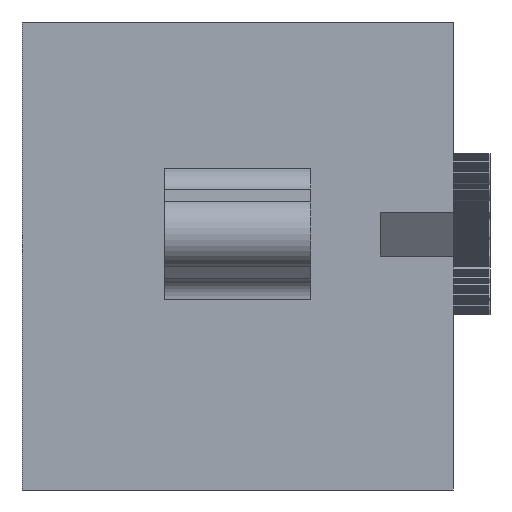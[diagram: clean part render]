
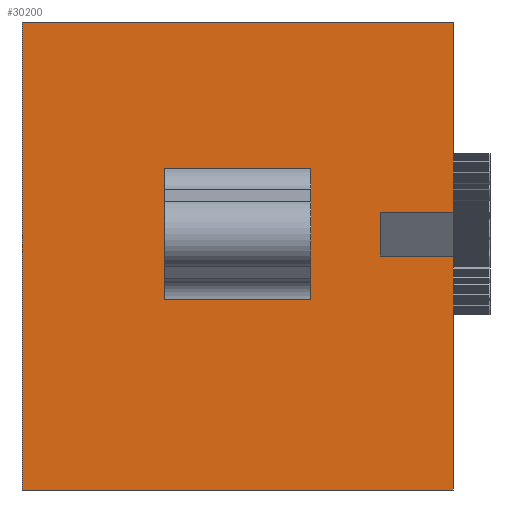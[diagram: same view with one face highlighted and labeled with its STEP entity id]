
A CAD part, front view. The second image highlights one B-rep face of the part: STEP entity #30200.
In plain terms, the highlighted planar face has unit normal (0, -1, 0).
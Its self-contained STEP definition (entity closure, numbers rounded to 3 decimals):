
#134 = DIRECTION ( 'NONE',  ( 0., 0., -1. ) ) ;
#176 = VERTEX_POINT ( 'NONE', #22642 ) ;
#351 = ORIENTED_EDGE ( 'NONE', *, *, #18945, .F. ) ;
#1343 = EDGE_LOOP ( 'NONE', ( #39343, #24056, #11202, #14664, #47429, #48663, #16532, #34651, #32837, #5192 ) ) ;
#1345 = CARTESIAN_POINT ( 'NONE',  ( 29.5, -28.3, 3. ) ) ;
#1532 = CARTESIAN_POINT ( 'NONE',  ( 10., -28.3, 43.93 ) ) ;
#1933 = EDGE_CURVE ( 'NONE', #38607, #39079, #19679, .T. ) ;
#2713 = CARTESIAN_POINT ( 'NONE',  ( 29.5, -28.3, 3. ) ) ;
#3661 = EDGE_CURVE ( 'NONE', #19079, #48342, #42236, .T. ) ;
#3924 = CARTESIAN_POINT ( 'NONE',  ( -10., -28.3, 43.93 ) ) ;
#4538 = DIRECTION ( 'NONE',  ( 1., 0., 0. ) ) ;
#5013 = CARTESIAN_POINT ( 'NONE',  ( 29.5, -28.3, 64. ) ) ;
#5074 = LINE ( 'NONE', #1345, #31197 ) ;
#5161 = CARTESIAN_POINT ( 'NONE',  ( 19.5, -28.3, 38. ) ) ;
#5192 = ORIENTED_EDGE ( 'NONE', *, *, #21493, .T. ) ;
#7198 = DIRECTION ( 'NONE',  ( 0., 0., -1. ) ) ;
#8537 = LINE ( 'NONE', #13281, #25282 ) ;
#8980 = FACE_OUTER_BOUND ( 'NONE', #1343, .T. ) ;
#9663 = DIRECTION ( 'NONE',  ( 0., 0., -1. ) ) ;
#9771 = PLANE ( 'NONE',  #49739 ) ;
#10057 = LINE ( 'NONE', #22250, #42525 ) ;
#11202 = ORIENTED_EDGE ( 'NONE', *, *, #3661, .F. ) ;
#11320 = LINE ( 'NONE', #27492, #21838 ) ;
#11820 = EDGE_CURVE ( 'NONE', #30083, #19079, #48901, .T. ) ;
#11824 = EDGE_CURVE ( 'NONE', #44740, #28256, #36968, .T. ) ;
#12584 = CARTESIAN_POINT ( 'NONE',  ( 29.5, -28.3, 3. ) ) ;
#12779 = DIRECTION ( 'NONE',  ( 0., 0., -1. ) ) ;
#12782 = VECTOR ( 'NONE', #19589, 1000. ) ;
#13221 = DIRECTION ( 'NONE',  ( 0., 0., 1. ) ) ;
#13281 = CARTESIAN_POINT ( 'NONE',  ( -10., -28.3, 26.07 ) ) ;
#13349 = CARTESIAN_POINT ( 'NONE',  ( 19.5, -28.3, 32. ) ) ;
#14333 = CARTESIAN_POINT ( 'NONE',  ( 19.5, -28.3, 32. ) ) ;
#14362 = VECTOR ( 'NONE', #16571, 1000. ) ;
#14664 = ORIENTED_EDGE ( 'NONE', *, *, #11820, .F. ) ;
#14776 = VECTOR ( 'NONE', #134, 1000. ) ;
#14958 = VERTEX_POINT ( 'NONE', #46107 ) ;
#15985 = VECTOR ( 'NONE', #37999, 1000. ) ;
#16220 = CARTESIAN_POINT ( 'NONE',  ( -29.5, -28.3, 3. ) ) ;
#16495 = CARTESIAN_POINT ( 'NONE',  ( -29.5, -28.3, 0. ) ) ;
#16532 = ORIENTED_EDGE ( 'NONE', *, *, #17932, .T. ) ;
#16571 = DIRECTION ( 'NONE',  ( 0., 0., -1. ) ) ;
#16718 = VERTEX_POINT ( 'NONE', #40596 ) ;
#17932 = EDGE_CURVE ( 'NONE', #39079, #46746, #46019, .T. ) ;
#18012 = CARTESIAN_POINT ( 'NONE',  ( -29.5, -28.3, 64. ) ) ;
#18772 = EDGE_CURVE ( 'NONE', #48342, #24801, #11320, .T. ) ;
#18945 = EDGE_CURVE ( 'NONE', #176, #16718, #36104, .T. ) ;
#19079 = VERTEX_POINT ( 'NONE', #41658 ) ;
#19589 = DIRECTION ( 'NONE',  ( 1., 0., 0. ) ) ;
#19679 = LINE ( 'NONE', #16220, #41274 ) ;
#19840 = LINE ( 'NONE', #3924, #12782 ) ;
#20460 = VERTEX_POINT ( 'NONE', #14333 ) ;
#21073 = LINE ( 'NONE', #5161, #28648 ) ;
#21493 = EDGE_CURVE ( 'NONE', #34258, #20460, #22098, .T. ) ;
#21838 = VECTOR ( 'NONE', #43672, 1000. ) ;
#22098 = LINE ( 'NONE', #13349, #51196 ) ;
#22250 = CARTESIAN_POINT ( 'NONE',  ( 29.5, -28.3, 64. ) ) ;
#22372 = VECTOR ( 'NONE', #29026, 1000. ) ;
#22642 = CARTESIAN_POINT ( 'NONE',  ( -10., -28.3, 43.93 ) ) ;
#24056 = ORIENTED_EDGE ( 'NONE', *, *, #18772, .F. ) ;
#24801 = VERTEX_POINT ( 'NONE', #47046 ) ;
#25161 = DIRECTION ( 'NONE',  ( 0., 1., 0. ) ) ;
#25282 = VECTOR ( 'NONE', #4538, 1000. ) ;
#26234 = EDGE_LOOP ( 'NONE', ( #351, #33736, #40567, #30093 ) ) ;
#27492 = CARTESIAN_POINT ( 'NONE',  ( 19.5, -28.3, 38. ) ) ;
#27732 = EDGE_CURVE ( 'NONE', #14958, #46746, #5074, .T. ) ;
#27801 = EDGE_CURVE ( 'NONE', #16718, #28256, #8537, .T. ) ;
#28256 = VERTEX_POINT ( 'NONE', #29937 ) ;
#28648 = VECTOR ( 'NONE', #9663, 1000. ) ;
#29026 = DIRECTION ( 'NONE',  ( 0., 0., -1. ) ) ;
#29937 = CARTESIAN_POINT ( 'NONE',  ( 10., -28.3, 26.07 ) ) ;
#30083 = VERTEX_POINT ( 'NONE', #5013 ) ;
#30093 = ORIENTED_EDGE ( 'NONE', *, *, #27801, .F. ) ;
#30200 = ADVANCED_FACE ( 'NONE', ( #46109, #8980 ), #9771, .F. ) ;
#30218 = VECTOR ( 'NONE', #52273, 1000. ) ;
#30713 = CARTESIAN_POINT ( 'NONE',  ( 29.5, -28.3, 0. ) ) ;
#31197 = VECTOR ( 'NONE', #12779, 1000. ) ;
#32837 = ORIENTED_EDGE ( 'NONE', *, *, #34461, .F. ) ;
#33092 = EDGE_CURVE ( 'NONE', #38607, #30083, #10057, .T. ) ;
#33736 = ORIENTED_EDGE ( 'NONE', *, *, #34042, .T. ) ;
#34042 = EDGE_CURVE ( 'NONE', #176, #44740, #19840, .T. ) ;
#34258 = VERTEX_POINT ( 'NONE', #50542 ) ;
#34461 = EDGE_CURVE ( 'NONE', #34258, #14958, #44707, .T. ) ;
#34651 = ORIENTED_EDGE ( 'NONE', *, *, #27732, .F. ) ;
#36104 = LINE ( 'NONE', #48036, #30218 ) ;
#36968 = LINE ( 'NONE', #45197, #14776 ) ;
#37903 = DIRECTION ( 'NONE',  ( 1., 0., 0. ) ) ;
#37999 = DIRECTION ( 'NONE',  ( 0., 0., -1. ) ) ;
#38161 = CARTESIAN_POINT ( 'NONE',  ( 0., -28.3, 3. ) ) ;
#38607 = VERTEX_POINT ( 'NONE', #18012 ) ;
#39079 = VERTEX_POINT ( 'NONE', #16495 ) ;
#39343 = ORIENTED_EDGE ( 'NONE', *, *, #42787, .F. ) ;
#39591 = VECTOR ( 'NONE', #40152, 1000. ) ;
#40152 = DIRECTION ( 'NONE',  ( 1., 0., 0. ) ) ;
#40567 = ORIENTED_EDGE ( 'NONE', *, *, #11824, .T. ) ;
#40596 = CARTESIAN_POINT ( 'NONE',  ( -10., -28.3, 26.07 ) ) ;
#41274 = VECTOR ( 'NONE', #7198, 1000. ) ;
#41658 = CARTESIAN_POINT ( 'NONE',  ( 29.5, -28.3, 42.595 ) ) ;
#42236 = LINE ( 'NONE', #2713, #15985 ) ;
#42331 = CARTESIAN_POINT ( 'NONE',  ( 29.5, -28.3, 38. ) ) ;
#42525 = VECTOR ( 'NONE', #37903, 1000. ) ;
#42787 = EDGE_CURVE ( 'NONE', #24801, #20460, #21073, .T. ) ;
#43672 = DIRECTION ( 'NONE',  ( -1., 0., 0. ) ) ;
#44707 = LINE ( 'NONE', #47886, #14362 ) ;
#44740 = VERTEX_POINT ( 'NONE', #1532 ) ;
#45197 = CARTESIAN_POINT ( 'NONE',  ( 10., -28.3, 26.07 ) ) ;
#46019 = LINE ( 'NONE', #47328, #39591 ) ;
#46107 = CARTESIAN_POINT ( 'NONE',  ( 29.5, -28.3, 27.405 ) ) ;
#46109 = FACE_BOUND ( 'NONE', #26234, .T. ) ;
#46746 = VERTEX_POINT ( 'NONE', #30713 ) ;
#47046 = CARTESIAN_POINT ( 'NONE',  ( 19.5, -28.3, 38. ) ) ;
#47328 = CARTESIAN_POINT ( 'NONE',  ( 0., -28.3, 0. ) ) ;
#47429 = ORIENTED_EDGE ( 'NONE', *, *, #33092, .F. ) ;
#47886 = CARTESIAN_POINT ( 'NONE',  ( 29.5, -28.3, 3. ) ) ;
#48036 = CARTESIAN_POINT ( 'NONE',  ( -10., -28.3, 26.07 ) ) ;
#48342 = VERTEX_POINT ( 'NONE', #42331 ) ;
#48663 = ORIENTED_EDGE ( 'NONE', *, *, #1933, .T. ) ;
#48901 = LINE ( 'NONE', #12584, #22372 ) ;
#49669 = DIRECTION ( 'NONE',  ( -1., 0., 0. ) ) ;
#49739 = AXIS2_PLACEMENT_3D ( 'NONE', #38161, #25161, #13221 ) ;
#50542 = CARTESIAN_POINT ( 'NONE',  ( 29.5, -28.3, 32. ) ) ;
#51196 = VECTOR ( 'NONE', #49669, 1000. ) ;
#52273 = DIRECTION ( 'NONE',  ( 0., 0., -1. ) ) ;
